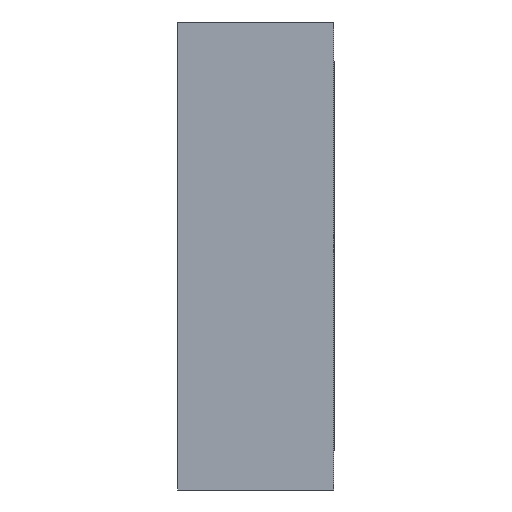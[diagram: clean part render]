
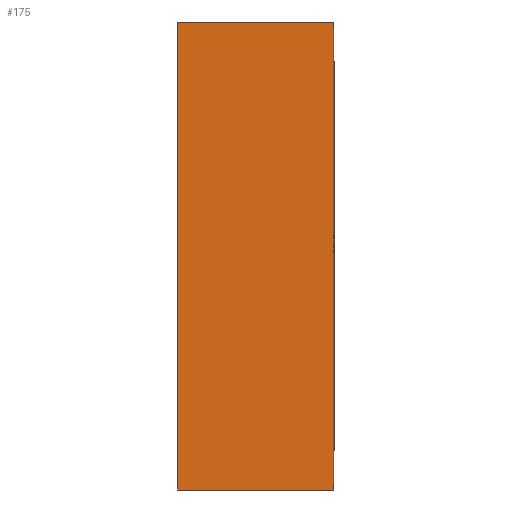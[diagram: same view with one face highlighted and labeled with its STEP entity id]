
A CAD part, left-side view. The second image highlights one B-rep face of the part: STEP entity #175.
In plain terms, the highlighted planar face has unit normal (-1, 0, 0).
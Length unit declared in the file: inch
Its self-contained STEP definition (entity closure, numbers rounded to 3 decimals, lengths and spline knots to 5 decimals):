
#27=FACE_OUTER_BOUND('',#36,.T.);
#36=EDGE_LOOP('',(#122,#123,#124,#125));
#49=LINE('',#272,#66);
#50=LINE('',#274,#67);
#51=LINE('',#276,#68);
#52=LINE('',#277,#69);
#66=VECTOR('',#223,0.25);
#67=VECTOR('',#224,0.75);
#68=VECTOR('',#225,0.25);
#69=VECTOR('',#226,0.75);
#83=VERTEX_POINT('',#270);
#84=VERTEX_POINT('',#271);
#85=VERTEX_POINT('',#273);
#86=VERTEX_POINT('',#275);
#99=EDGE_CURVE('',#83,#84,#49,.T.);
#100=EDGE_CURVE('',#85,#83,#50,.T.);
#101=EDGE_CURVE('',#85,#86,#51,.T.);
#102=EDGE_CURVE('',#86,#84,#52,.T.);
#122=ORIENTED_EDGE('',*,*,#99,.F.);
#123=ORIENTED_EDGE('',*,*,#100,.F.);
#124=ORIENTED_EDGE('',*,*,#101,.T.);
#125=ORIENTED_EDGE('',*,*,#102,.T.);
#168=PLANE('',#204);
#175=ADVANCED_FACE('',(#27),#168,.T.);
#204=AXIS2_PLACEMENT_3D('',#269,#221,#222);
#221=DIRECTION('center_axis',(-1.,0.,0.));
#222=DIRECTION('ref_axis',(0.,0.,1.));
#223=DIRECTION('',(0.,1.,0.));
#224=DIRECTION('',(0.,0.,-1.));
#225=DIRECTION('',(0.,1.,0.));
#226=DIRECTION('',(0.,0.,-1.));
#269=CARTESIAN_POINT('Origin',(0.,0.,0.75));
#270=CARTESIAN_POINT('',(0.,0.,0.));
#271=CARTESIAN_POINT('',(0.,0.25,0.));
#272=CARTESIAN_POINT('',(0.,0.,0.));
#273=CARTESIAN_POINT('',(0.,0.,0.75));
#274=CARTESIAN_POINT('',(0.,0.,0.75));
#275=CARTESIAN_POINT('',(0.,0.25,0.75));
#276=CARTESIAN_POINT('',(0.,0.,0.75));
#277=CARTESIAN_POINT('',(0.,0.25,0.75));
